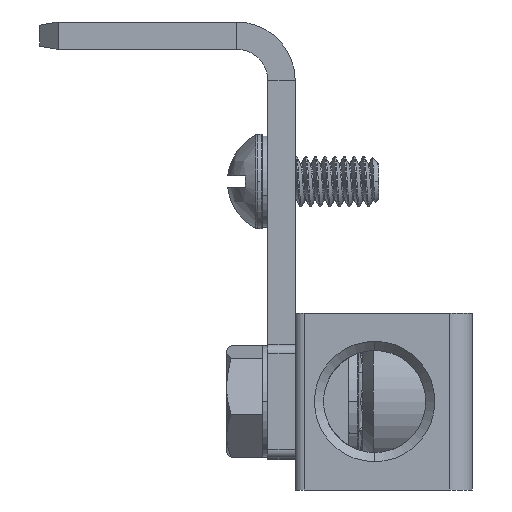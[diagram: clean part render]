
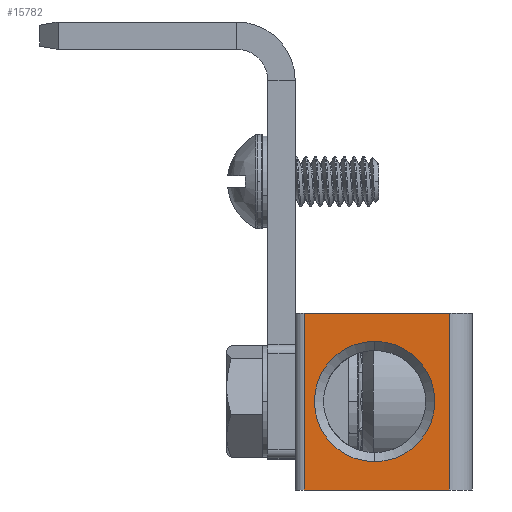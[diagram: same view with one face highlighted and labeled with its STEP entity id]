
A CAD part, left-side view. The second image highlights one B-rep face of the part: STEP entity #15782.
In plain terms, the highlighted planar face has unit normal (-1, 0, 0).
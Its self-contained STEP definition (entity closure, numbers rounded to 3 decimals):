
#138 = DIRECTION ( 'NONE',  ( 1., 0., 0. ) ) ;
#331 = CARTESIAN_POINT ( 'NONE',  ( 0., 8.7, 0. ) ) ;
#568 = DIRECTION ( 'NONE',  ( 1., 0., 0. ) ) ;
#597 = CARTESIAN_POINT ( 'NONE',  ( 0., 19.4, -9.7 ) ) ;
#1578 = DIRECTION ( 'NONE',  ( 0., 0., -1. ) ) ;
#2039 = ORIENTED_EDGE ( 'NONE', *, *, #10971, .T. ) ;
#2061 = CARTESIAN_POINT ( 'NONE',  ( 0., 19.4, 9.7 ) ) ;
#2714 = EDGE_CURVE ( 'NONE', #9181, #15090, #12286, .T. ) ;
#2940 = FACE_OUTER_BOUND ( 'NONE', #15899, .T. ) ;
#4092 = AXIS2_PLACEMENT_3D ( 'NONE', #2061, #568, #18942 ) ;
#4282 = VERTEX_POINT ( 'NONE', #11205 ) ;
#4471 = LINE ( 'NONE', #5901, #7641 ) ;
#4901 = CARTESIAN_POINT ( 'NONE',  ( 0., 16.9, 9.7 ) ) ;
#5340 = VECTOR ( 'NONE', #15946, 1000. ) ;
#5567 = CIRCLE ( 'NONE', #10939, 6.6 ) ;
#5840 = LINE ( 'NONE', #597, #5340 ) ;
#5901 = CARTESIAN_POINT ( 'NONE',  ( 0., 19.4, 9.7 ) ) ;
#6130 = EDGE_CURVE ( 'NONE', #7491, #15090, #4471, .T. ) ;
#6912 = CARTESIAN_POINT ( 'NONE',  ( 0., 16.9, 9.7 ) ) ;
#6969 = CARTESIAN_POINT ( 'NONE',  ( 0., 1., 9.7 ) ) ;
#7020 = VECTOR ( 'NONE', #9536, 1000. ) ;
#7320 = CARTESIAN_POINT ( 'NONE',  ( 0., 1., -9.7 ) ) ;
#7339 = ORIENTED_EDGE ( 'NONE', *, *, #15046, .T. ) ;
#7491 = VERTEX_POINT ( 'NONE', #6912 ) ;
#7641 = VECTOR ( 'NONE', #12276, 1000. ) ;
#7828 = CIRCLE ( 'NONE', #19759, 6.6 ) ;
#8066 = ORIENTED_EDGE ( 'NONE', *, *, #2714, .T. ) ;
#8527 = CARTESIAN_POINT ( 'NONE',  ( 0., 8.7, 0. ) ) ;
#8811 = EDGE_CURVE ( 'NONE', #11512, #9181, #5840, .T. ) ;
#9181 = VERTEX_POINT ( 'NONE', #7320 ) ;
#9536 = DIRECTION ( 'NONE',  ( 0., 0., -1. ) ) ;
#10274 = CARTESIAN_POINT ( 'NONE',  ( 0., 16.9, -9.7 ) ) ;
#10398 = EDGE_CURVE ( 'NONE', #19136, #4282, #5567, .T. ) ;
#10842 = VECTOR ( 'NONE', #17573, 1000. ) ;
#10939 = AXIS2_PLACEMENT_3D ( 'NONE', #331, #138, #1578 ) ;
#10971 = EDGE_CURVE ( 'NONE', #7491, #11512, #16929, .T. ) ;
#11205 = CARTESIAN_POINT ( 'NONE',  ( 0., 8.7, -6.6 ) ) ;
#11512 = VERTEX_POINT ( 'NONE', #10274 ) ;
#12276 = DIRECTION ( 'NONE',  ( 0., -1., 0. ) ) ;
#12286 = LINE ( 'NONE', #13027, #10842 ) ;
#13027 = CARTESIAN_POINT ( 'NONE',  ( 0., 1., 9.7 ) ) ;
#13120 = DIRECTION ( 'NONE',  ( 1., 0., 0. ) ) ;
#13970 = ORIENTED_EDGE ( 'NONE', *, *, #10398, .T. ) ;
#14500 = ORIENTED_EDGE ( 'NONE', *, *, #6130, .F. ) ;
#15046 = EDGE_CURVE ( 'NONE', #4282, #19136, #7828, .T. ) ;
#15068 = EDGE_LOOP ( 'NONE', ( #13970, #7339 ) ) ;
#15090 = VERTEX_POINT ( 'NONE', #6969 ) ;
#15782 = ADVANCED_FACE ( 'NONE', ( #19639, #2940 ), #16760, .F. ) ;
#15899 = EDGE_LOOP ( 'NONE', ( #16695, #8066, #14500, #2039 ) ) ;
#15946 = DIRECTION ( 'NONE',  ( 0., -1., 0. ) ) ;
#15951 = DIRECTION ( 'NONE',  ( 0., 0., -1. ) ) ;
#16695 = ORIENTED_EDGE ( 'NONE', *, *, #8811, .T. ) ;
#16760 = PLANE ( 'NONE',  #4092 ) ;
#16929 = LINE ( 'NONE', #4901, #7020 ) ;
#17119 = CARTESIAN_POINT ( 'NONE',  ( 0., 8.7, 6.6 ) ) ;
#17573 = DIRECTION ( 'NONE',  ( 0., 0., 1. ) ) ;
#18942 = DIRECTION ( 'NONE',  ( 0., 0., -1. ) ) ;
#19136 = VERTEX_POINT ( 'NONE', #17119 ) ;
#19639 = FACE_BOUND ( 'NONE', #15068, .T. ) ;
#19759 = AXIS2_PLACEMENT_3D ( 'NONE', #8527, #13120, #15951 ) ;
